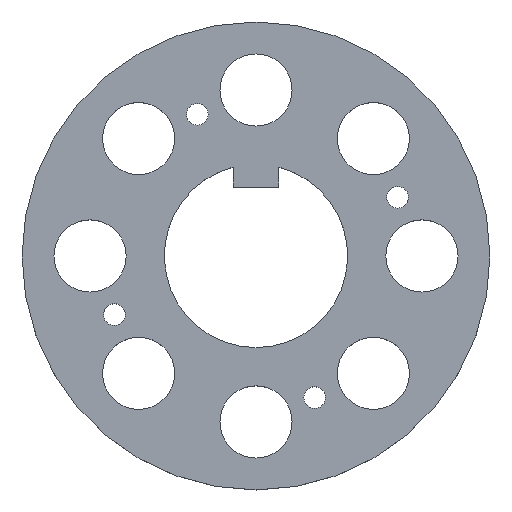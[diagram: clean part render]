
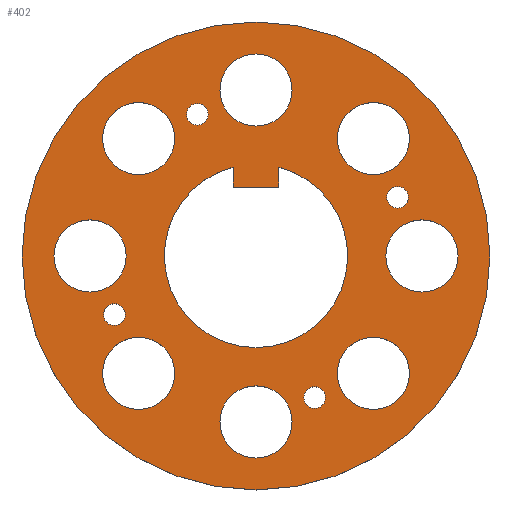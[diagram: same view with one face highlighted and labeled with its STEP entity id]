
A CAD part, top view. The second image highlights one B-rep face of the part: STEP entity #402.
In plain terms, the highlighted planar face has unit normal (0, 0, 1).
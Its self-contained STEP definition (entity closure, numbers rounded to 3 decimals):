
#15=FACE_BOUND('',#120,.T.);
#16=FACE_BOUND('',#121,.T.);
#17=FACE_BOUND('',#122,.T.);
#18=FACE_BOUND('',#123,.T.);
#19=FACE_BOUND('',#124,.T.);
#20=FACE_BOUND('',#125,.T.);
#21=FACE_BOUND('',#126,.T.);
#22=FACE_BOUND('',#127,.T.);
#23=FACE_BOUND('',#128,.T.);
#24=FACE_BOUND('',#129,.T.);
#25=FACE_BOUND('',#130,.T.);
#26=FACE_BOUND('',#131,.T.);
#27=FACE_BOUND('',#132,.T.);
#42=CIRCLE('',#411,12.7);
#44=CIRCLE('',#414,1.5);
#46=CIRCLE('',#417,1.5);
#48=CIRCLE('',#420,1.5);
#50=CIRCLE('',#423,1.5);
#52=CIRCLE('',#426,5.);
#54=CIRCLE('',#429,5.);
#56=CIRCLE('',#432,5.);
#58=CIRCLE('',#435,5.);
#60=CIRCLE('',#438,5.);
#62=CIRCLE('',#441,5.);
#64=CIRCLE('',#444,5.);
#66=CIRCLE('',#447,5.);
#68=CIRCLE('',#450,32.425);
#100=FACE_OUTER_BOUND('',#119,.T.);
#119=EDGE_LOOP('',(#346));
#120=EDGE_LOOP('',(#347,#348,#349,#350));
#121=EDGE_LOOP('',(#351));
#122=EDGE_LOOP('',(#352));
#123=EDGE_LOOP('',(#353));
#124=EDGE_LOOP('',(#354));
#125=EDGE_LOOP('',(#355));
#126=EDGE_LOOP('',(#356));
#127=EDGE_LOOP('',(#357));
#128=EDGE_LOOP('',(#358));
#129=EDGE_LOOP('',(#359));
#130=EDGE_LOOP('',(#360));
#131=EDGE_LOOP('',(#361));
#132=EDGE_LOOP('',(#362));
#147=LINE('',#576,#170);
#151=LINE('',#585,#174);
#155=LINE('',#592,#178);
#170=VECTOR('',#457,10.);
#174=VECTOR('',#463,10.);
#178=VECTOR('',#469,10.);
#193=VERTEX_POINT('',#574);
#194=VERTEX_POINT('',#575);
#197=VERTEX_POINT('',#583);
#198=VERTEX_POINT('',#584);
#202=VERTEX_POINT('',#600);
#204=VERTEX_POINT('',#606);
#206=VERTEX_POINT('',#612);
#208=VERTEX_POINT('',#618);
#210=VERTEX_POINT('',#624);
#212=VERTEX_POINT('',#630);
#214=VERTEX_POINT('',#636);
#216=VERTEX_POINT('',#642);
#218=VERTEX_POINT('',#648);
#220=VERTEX_POINT('',#654);
#222=VERTEX_POINT('',#660);
#224=VERTEX_POINT('',#666);
#226=VERTEX_POINT('',#672);
#227=EDGE_CURVE('',#193,#194,#147,.T.);
#231=EDGE_CURVE('',#197,#198,#151,.T.);
#235=EDGE_CURVE('',#198,#193,#155,.T.);
#238=EDGE_CURVE('',#197,#194,#42,.T.);
#241=EDGE_CURVE('',#202,#202,#44,.T.);
#244=EDGE_CURVE('',#204,#204,#46,.T.);
#247=EDGE_CURVE('',#206,#206,#48,.T.);
#250=EDGE_CURVE('',#208,#208,#50,.T.);
#253=EDGE_CURVE('',#210,#210,#52,.F.);
#256=EDGE_CURVE('',#212,#212,#54,.F.);
#259=EDGE_CURVE('',#214,#214,#56,.F.);
#262=EDGE_CURVE('',#216,#216,#58,.F.);
#265=EDGE_CURVE('',#218,#218,#60,.F.);
#268=EDGE_CURVE('',#220,#220,#62,.F.);
#271=EDGE_CURVE('',#222,#222,#64,.F.);
#274=EDGE_CURVE('',#224,#224,#66,.F.);
#277=EDGE_CURVE('',#226,#226,#68,.F.);
#346=ORIENTED_EDGE('',*,*,#277,.T.);
#347=ORIENTED_EDGE('',*,*,#238,.T.);
#348=ORIENTED_EDGE('',*,*,#227,.F.);
#349=ORIENTED_EDGE('',*,*,#235,.F.);
#350=ORIENTED_EDGE('',*,*,#231,.F.);
#351=ORIENTED_EDGE('',*,*,#241,.T.);
#352=ORIENTED_EDGE('',*,*,#244,.T.);
#353=ORIENTED_EDGE('',*,*,#247,.T.);
#354=ORIENTED_EDGE('',*,*,#250,.T.);
#355=ORIENTED_EDGE('',*,*,#274,.T.);
#356=ORIENTED_EDGE('',*,*,#271,.T.);
#357=ORIENTED_EDGE('',*,*,#268,.T.);
#358=ORIENTED_EDGE('',*,*,#265,.T.);
#359=ORIENTED_EDGE('',*,*,#262,.T.);
#360=ORIENTED_EDGE('',*,*,#259,.T.);
#361=ORIENTED_EDGE('',*,*,#256,.T.);
#362=ORIENTED_EDGE('',*,*,#253,.T.);
#383=PLANE('',#451);
#402=ADVANCED_FACE('',(#100,#15,#16,#17,#18,#19,#20,#21,#22,#23,#24,#25,
#26,#27),#383,.T.);
#411=AXIS2_PLACEMENT_3D('',#596,#475,#476);
#414=AXIS2_PLACEMENT_3D('',#602,#482,#483);
#417=AXIS2_PLACEMENT_3D('',#608,#489,#490);
#420=AXIS2_PLACEMENT_3D('',#614,#496,#497);
#423=AXIS2_PLACEMENT_3D('',#620,#503,#504);
#426=AXIS2_PLACEMENT_3D('',#626,#510,#511);
#429=AXIS2_PLACEMENT_3D('',#632,#517,#518);
#432=AXIS2_PLACEMENT_3D('',#638,#524,#525);
#435=AXIS2_PLACEMENT_3D('',#644,#531,#532);
#438=AXIS2_PLACEMENT_3D('',#650,#538,#539);
#441=AXIS2_PLACEMENT_3D('',#656,#545,#546);
#444=AXIS2_PLACEMENT_3D('',#662,#552,#553);
#447=AXIS2_PLACEMENT_3D('',#668,#559,#560);
#450=AXIS2_PLACEMENT_3D('',#674,#566,#567);
#451=AXIS2_PLACEMENT_3D('',#675,#568,#569);
#457=DIRECTION('',(0.,1.,0.));
#463=DIRECTION('',(0.,-1.,0.));
#469=DIRECTION('',(-1.,0.,0.));
#475=DIRECTION('center_axis',(0.,0.,-1.));
#476=DIRECTION('ref_axis',(-1.,0.,0.));
#482=DIRECTION('center_axis',(0.,0.,-1.));
#483=DIRECTION('ref_axis',(1.,0.,0.));
#489=DIRECTION('center_axis',(0.,0.,-1.));
#490=DIRECTION('ref_axis',(1.,0.,0.));
#496=DIRECTION('center_axis',(0.,0.,-1.));
#497=DIRECTION('ref_axis',(1.,0.,0.));
#503=DIRECTION('center_axis',(0.,0.,-1.));
#504=DIRECTION('ref_axis',(1.,0.,0.));
#510=DIRECTION('center_axis',(0.,0.,1.));
#511=DIRECTION('ref_axis',(1.,0.,0.));
#517=DIRECTION('center_axis',(0.,0.,1.));
#518=DIRECTION('ref_axis',(1.,0.,0.));
#524=DIRECTION('center_axis',(0.,0.,1.));
#525=DIRECTION('ref_axis',(1.,0.,0.));
#531=DIRECTION('center_axis',(0.,0.,1.));
#532=DIRECTION('ref_axis',(1.,0.,0.));
#538=DIRECTION('center_axis',(0.,0.,1.));
#539=DIRECTION('ref_axis',(1.,0.,0.));
#545=DIRECTION('center_axis',(0.,0.,1.));
#546=DIRECTION('ref_axis',(1.,0.,0.));
#552=DIRECTION('center_axis',(0.,0.,1.));
#553=DIRECTION('ref_axis',(1.,0.,0.));
#559=DIRECTION('center_axis',(0.,0.,1.));
#560=DIRECTION('ref_axis',(1.,0.,0.));
#566=DIRECTION('center_axis',(0.,0.,-1.));
#567=DIRECTION('ref_axis',(1.,0.,0.));
#568=DIRECTION('center_axis',(0.,0.,1.));
#569=DIRECTION('ref_axis',(1.,0.,0.));
#574=CARTESIAN_POINT('',(-3.175,9.525,-10.93));
#575=CARTESIAN_POINT('',(-3.175,12.297,-10.93));
#576=CARTESIAN_POINT('',(-3.175,10.319,-10.93));
#583=CARTESIAN_POINT('',(3.175,12.297,-10.93));
#584=CARTESIAN_POINT('',(3.175,9.525,-10.93));
#585=CARTESIAN_POINT('',(3.175,11.705,-10.93));
#592=CARTESIAN_POINT('',(1.588,9.525,-10.93));
#596=CARTESIAN_POINT('Origin',(0.,0.,-10.93));
#600=CARTESIAN_POINT('',(6.632,-19.632,-10.93));
#602=CARTESIAN_POINT('Origin',(8.132,-19.632,-10.93));
#606=CARTESIAN_POINT('',(18.132,8.132,-10.93));
#608=CARTESIAN_POINT('Origin',(19.632,8.132,-10.93));
#612=CARTESIAN_POINT('',(-21.132,-8.132,-10.93));
#614=CARTESIAN_POINT('Origin',(-19.632,-8.132,-10.93));
#618=CARTESIAN_POINT('',(-9.632,19.632,-10.93));
#620=CARTESIAN_POINT('Origin',(-8.132,19.632,-10.93));
#624=CARTESIAN_POINT('',(-21.263,-16.263,-10.93));
#626=CARTESIAN_POINT('Origin',(-16.263,-16.263,-10.93));
#630=CARTESIAN_POINT('',(-28.,0.,-10.93));
#632=CARTESIAN_POINT('Origin',(-23.,0.,-10.93));
#636=CARTESIAN_POINT('',(-5.,23.,-10.93));
#638=CARTESIAN_POINT('Origin',(0.,23.,-10.93));
#642=CARTESIAN_POINT('',(18.,0.,-10.93));
#644=CARTESIAN_POINT('Origin',(23.,0.,-10.93));
#648=CARTESIAN_POINT('',(-5.,-23.,-10.93));
#650=CARTESIAN_POINT('Origin',(0.,-23.,-10.93));
#654=CARTESIAN_POINT('',(11.263,-16.263,-10.93));
#656=CARTESIAN_POINT('Origin',(16.263,-16.263,-10.93));
#660=CARTESIAN_POINT('',(11.263,16.263,-10.93));
#662=CARTESIAN_POINT('Origin',(16.263,16.263,-10.93));
#666=CARTESIAN_POINT('',(-21.263,16.263,-10.93));
#668=CARTESIAN_POINT('Origin',(-16.263,16.263,-10.93));
#672=CARTESIAN_POINT('',(-32.425,0.,-10.93));
#674=CARTESIAN_POINT('Origin',(0.,0.,-10.93));
#675=CARTESIAN_POINT('Origin',(0.,0.,-10.93));
